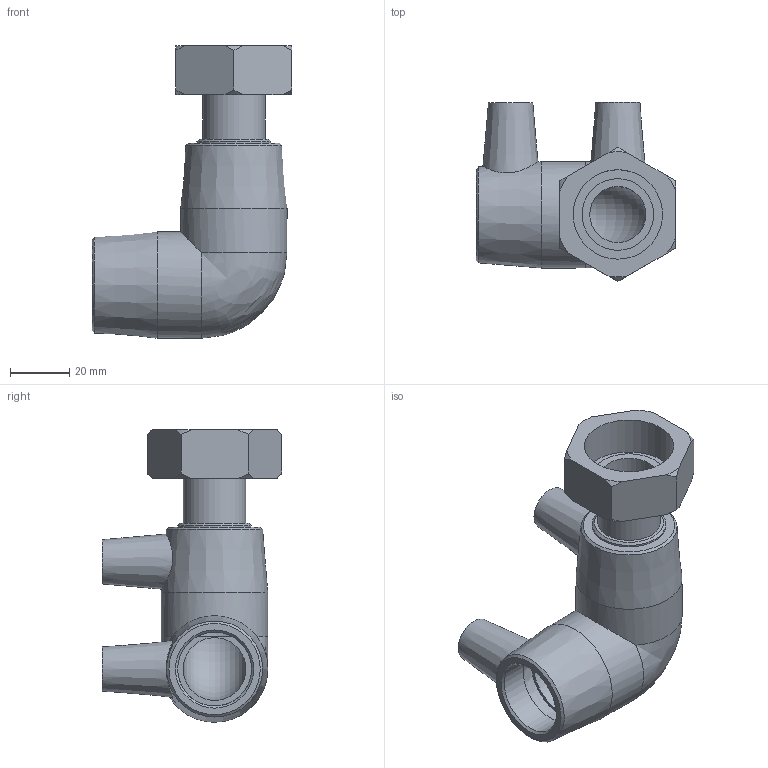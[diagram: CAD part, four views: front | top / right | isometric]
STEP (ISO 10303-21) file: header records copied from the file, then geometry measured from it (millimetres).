
FILE_DESCRIPTION(/* description */ ('PLASSON 90° ELBOW FEMALE FREE NUT TRANSITION 25-1"'),/* implementation_level */ '2;1');
FILE_NAME(/* name */ '494504025010.ipt.stp',/* time_stamp */ '2018-04-26T12:06:41+03:00',/* author */ ('KIM'),/* organization */ (''),/* preprocessor_version */ 'ST-DEVELOPER v15.6',/* originating_system */ 'Autodesk Inventor 2015',/* authorisation */ '');
FILE_SCHEMA (('AUTOMOTIVE_DESIGN { 1 0 10303 214 3 1 1 }'));
Length unit declared in the file: millimetre
Products named in the file (1): 494504025010
Bounding box: 67.67 x 60.72 x 99 mm (x, y, z)
Volume: 73985.5 mm3; surface area: 29697.9 mm2
Topology: 1 solids, 2 shells, 63 faces, 142 edges, 91 vertices
Faces by surface type: plane 24, cone 22, cylinder 15, bspline 1, torus 1
Full cylindrical faces by diameter (mm): 4 x2, 10 x2, 19 x1, 21.204 x1, 24.233 x1, 25 x5, 30.291 x1, 36 x2
Entity records: 1617 total; most frequent: CARTESIAN_POINT 388, DIRECTION 259, ORIENTED_EDGE 204, AXIS2_PLACEMENT_3D 120, EDGE_LOOP 106, EDGE_CURVE 102, VERTEX_POINT 80, FACE_OUTER_BOUND 63
